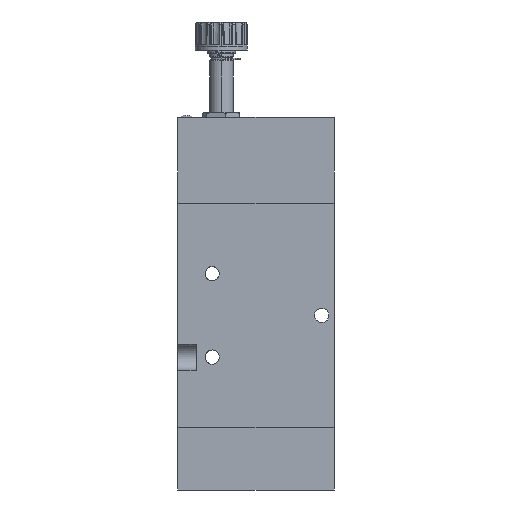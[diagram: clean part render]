
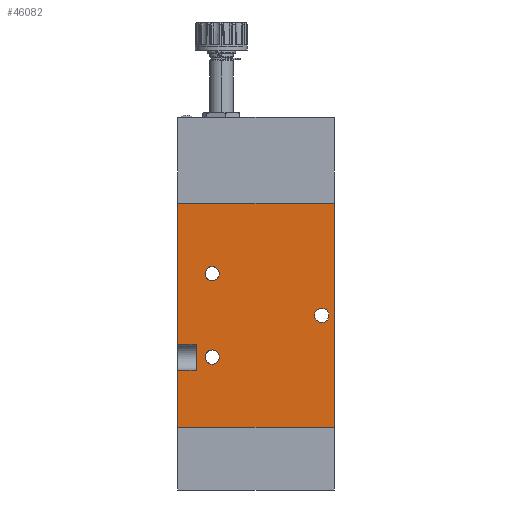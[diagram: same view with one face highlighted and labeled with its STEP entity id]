
A CAD part, left-side view. The second image highlights one B-rep face of the part: STEP entity #46082.
In plain terms, the highlighted planar face has unit normal (-1, 0, 0).
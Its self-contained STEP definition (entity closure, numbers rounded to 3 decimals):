
#365 = CARTESIAN_POINT ( 'NONE',  ( -20., 16.8, 27. ) ) ;
#488 = FACE_BOUND ( 'NONE', #31816, .T. ) ;
#521 = VERTEX_POINT ( 'NONE', #26154 ) ;
#2346 = VECTOR ( 'NONE', #36425, 1000. ) ;
#2490 = DIRECTION ( 'NONE',  ( 0., 0., -1. ) ) ;
#2693 = PLANE ( 'NONE',  #47018 ) ;
#2722 = CARTESIAN_POINT ( 'NONE',  ( -20., 30., 86. ) ) ;
#2874 = EDGE_CURVE ( 'NONE', #36903, #9746, #29470, .T. ) ;
#4078 = CARTESIAN_POINT ( 'NONE',  ( -20., 23., 86. ) ) ;
#4271 = DIRECTION ( 'NONE',  ( -1., 0., 0. ) ) ;
#4703 = LINE ( 'NONE', #21253, #46243 ) ;
#5180 = CARTESIAN_POINT ( 'NONE',  ( -20., -25.2, 40.25 ) ) ;
#5660 = VERTEX_POINT ( 'NONE', #44664 ) ;
#6419 = DIRECTION ( 'NONE',  ( 0., 0., -1. ) ) ;
#6519 = VECTOR ( 'NONE', #17510, 1000. ) ;
#6585 = ORIENTED_EDGE ( 'NONE', *, *, #48523, .T. ) ;
#6600 = CIRCLE ( 'NONE', #45571, 2.75 ) ;
#6892 = EDGE_LOOP ( 'NONE', ( #49144, #25561, #29972, #6585, #32307, #26600, #47987, #20260 ) ) ;
#7131 = FACE_OUTER_BOUND ( 'NONE', #6892, .T. ) ;
#8071 = VERTEX_POINT ( 'NONE', #18235 ) ;
#8429 = VECTOR ( 'NONE', #14199, 1000. ) ;
#8625 = CIRCLE ( 'NONE', #45188, 2.75 ) ;
#9308 = VERTEX_POINT ( 'NONE', #29712 ) ;
#9496 = CARTESIAN_POINT ( 'NONE',  ( -20., 30., 0. ) ) ;
#9746 = VERTEX_POINT ( 'NONE', #45120 ) ;
#10527 = ORIENTED_EDGE ( 'NONE', *, *, #25608, .F. ) ;
#12015 = ORIENTED_EDGE ( 'NONE', *, *, #36233, .F. ) ;
#12890 = CIRCLE ( 'NONE', #32951, 2.75 ) ;
#13925 = AXIS2_PLACEMENT_3D ( 'NONE', #42608, #38927, #46797 ) ;
#14199 = DIRECTION ( 'NONE',  ( 0., 0., 1. ) ) ;
#14336 = CARTESIAN_POINT ( 'NONE',  ( -20., -30., 86. ) ) ;
#14403 = FACE_BOUND ( 'NONE', #49311, .T. ) ;
#14612 = EDGE_CURVE ( 'NONE', #521, #5660, #37252, .T. ) ;
#15074 = VERTEX_POINT ( 'NONE', #5180 ) ;
#15582 = VERTEX_POINT ( 'NONE', #42570 ) ;
#16011 = DIRECTION ( 'NONE',  ( -1., 0., 0. ) ) ;
#16577 = VERTEX_POINT ( 'NONE', #39434 ) ;
#17055 = VECTOR ( 'NONE', #25508, 1000. ) ;
#17134 = CARTESIAN_POINT ( 'NONE',  ( -20., 23., 32. ) ) ;
#17207 = LINE ( 'NONE', #2722, #26171 ) ;
#17510 = DIRECTION ( 'NONE',  ( 0., 1., 0. ) ) ;
#18098 = LINE ( 'NONE', #48931, #8429 ) ;
#18140 = CIRCLE ( 'NONE', #19861, 2.75 ) ;
#18235 = CARTESIAN_POINT ( 'NONE',  ( -20., 16.8, 56.25 ) ) ;
#19345 = CARTESIAN_POINT ( 'NONE',  ( -20., 16.8, 61.75 ) ) ;
#19861 = AXIS2_PLACEMENT_3D ( 'NONE', #33153, #40502, #48697 ) ;
#20260 = ORIENTED_EDGE ( 'NONE', *, *, #30357, .T. ) ;
#21175 = DIRECTION ( 'NONE',  ( 0., -1., 0. ) ) ;
#21253 = CARTESIAN_POINT ( 'NONE',  ( -20., 30., 86. ) ) ;
#22179 = VERTEX_POINT ( 'NONE', #37452 ) ;
#23100 = VERTEX_POINT ( 'NONE', #48199 ) ;
#23673 = ORIENTED_EDGE ( 'NONE', *, *, #48165, .F. ) ;
#23747 = DIRECTION ( 'NONE',  ( 0., 0., -1. ) ) ;
#24180 = CARTESIAN_POINT ( 'NONE',  ( -20., 23., 22. ) ) ;
#25508 = DIRECTION ( 'NONE',  ( 0., -1., 0. ) ) ;
#25561 = ORIENTED_EDGE ( 'NONE', *, *, #2874, .F. ) ;
#25608 = EDGE_CURVE ( 'NONE', #16577, #36580, #12890, .T. ) ;
#25899 = DIRECTION ( 'NONE',  ( 1., 0., 0. ) ) ;
#26154 = CARTESIAN_POINT ( 'NONE',  ( -20., -30., 0. ) ) ;
#26171 = VECTOR ( 'NONE', #49261, 1000. ) ;
#26469 = CARTESIAN_POINT ( 'NONE',  ( -20., -30., 86. ) ) ;
#26594 = CARTESIAN_POINT ( 'NONE',  ( -20., 16.8, 27. ) ) ;
#26600 = ORIENTED_EDGE ( 'NONE', *, *, #36083, .T. ) ;
#26982 = EDGE_CURVE ( 'NONE', #36580, #16577, #8625, .T. ) ;
#27237 = LINE ( 'NONE', #37623, #17055 ) ;
#27752 = ORIENTED_EDGE ( 'NONE', *, *, #26982, .F. ) ;
#29470 = LINE ( 'NONE', #4078, #37904 ) ;
#29712 = CARTESIAN_POINT ( 'NONE',  ( -20., 30., 22. ) ) ;
#29972 = ORIENTED_EDGE ( 'NONE', *, *, #34696, .F. ) ;
#30357 = EDGE_CURVE ( 'NONE', #22179, #15582, #4703, .T. ) ;
#30550 = CARTESIAN_POINT ( 'NONE',  ( -20., -25.2, 43. ) ) ;
#31001 = DIRECTION ( 'NONE',  ( 0., 0., -1. ) ) ;
#31816 = EDGE_LOOP ( 'NONE', ( #27752, #10527 ) ) ;
#32307 = ORIENTED_EDGE ( 'NONE', *, *, #14612, .F. ) ;
#32758 = CIRCLE ( 'NONE', #36772, 2.75 ) ;
#32951 = AXIS2_PLACEMENT_3D ( 'NONE', #365, #4271, #31001 ) ;
#33153 = CARTESIAN_POINT ( 'NONE',  ( -20., -25.2, 43. ) ) ;
#33480 = VERTEX_POINT ( 'NONE', #19345 ) ;
#33637 = LINE ( 'NONE', #39636, #6519 ) ;
#33673 = FACE_BOUND ( 'NONE', #46979, .T. ) ;
#34647 = DIRECTION ( 'NONE',  ( 0., 0., -1. ) ) ;
#34696 = EDGE_CURVE ( 'NONE', #9308, #36903, #27237, .T. ) ;
#34738 = DIRECTION ( 'NONE',  ( 0., 0., 1. ) ) ;
#35347 = ORIENTED_EDGE ( 'NONE', *, *, #40174, .T. ) ;
#35730 = EDGE_CURVE ( 'NONE', #23100, #15074, #18140, .T. ) ;
#36083 = EDGE_CURVE ( 'NONE', #521, #45675, #18098, .T. ) ;
#36233 = EDGE_CURVE ( 'NONE', #8071, #33480, #6600, .T. ) ;
#36425 = DIRECTION ( 'NONE',  ( 0., 1., 0. ) ) ;
#36580 = VERTEX_POINT ( 'NONE', #37352 ) ;
#36772 = AXIS2_PLACEMENT_3D ( 'NONE', #30550, #41651, #34647 ) ;
#36903 = VERTEX_POINT ( 'NONE', #24180 ) ;
#37252 = LINE ( 'NONE', #9496, #2346 ) ;
#37352 = CARTESIAN_POINT ( 'NONE',  ( -20., 16.8, 24.25 ) ) ;
#37452 = CARTESIAN_POINT ( 'NONE',  ( -20., 30., 86. ) ) ;
#37623 = CARTESIAN_POINT ( 'NONE',  ( -20., -30., 22. ) ) ;
#37904 = VECTOR ( 'NONE', #34738, 1000. ) ;
#37991 = EDGE_CURVE ( 'NONE', #15582, #9746, #46623, .T. ) ;
#38774 = CIRCLE ( 'NONE', #13925, 2.75 ) ;
#38927 = DIRECTION ( 'NONE',  ( -1., 0., 0. ) ) ;
#39017 = CARTESIAN_POINT ( 'NONE',  ( -20., 16.8, 59. ) ) ;
#39434 = CARTESIAN_POINT ( 'NONE',  ( -20., 16.8, 29.75 ) ) ;
#39636 = CARTESIAN_POINT ( 'NONE',  ( -20., 30., 86. ) ) ;
#40174 = EDGE_CURVE ( 'NONE', #15074, #23100, #32758, .T. ) ;
#40502 = DIRECTION ( 'NONE',  ( 1., 0., 0. ) ) ;
#41651 = DIRECTION ( 'NONE',  ( 1., 0., 0. ) ) ;
#42029 = DIRECTION ( 'NONE',  ( 0., 0., -1. ) ) ;
#42570 = CARTESIAN_POINT ( 'NONE',  ( -20., 30., 32. ) ) ;
#42608 = CARTESIAN_POINT ( 'NONE',  ( -20., 16.8, 59. ) ) ;
#42733 = EDGE_CURVE ( 'NONE', #45675, #22179, #33637, .T. ) ;
#44664 = CARTESIAN_POINT ( 'NONE',  ( -20., 30., 0. ) ) ;
#45120 = CARTESIAN_POINT ( 'NONE',  ( -20., 23., 32. ) ) ;
#45188 = AXIS2_PLACEMENT_3D ( 'NONE', #26594, #49568, #42029 ) ;
#45571 = AXIS2_PLACEMENT_3D ( 'NONE', #39017, #16011, #23747 ) ;
#45675 = VERTEX_POINT ( 'NONE', #26469 ) ;
#46082 = ADVANCED_FACE ( 'NONE', ( #488, #33673, #7131, #14403 ), #2693, .F. ) ;
#46243 = VECTOR ( 'NONE', #2490, 1000. ) ;
#46623 = LINE ( 'NONE', #17134, #47188 ) ;
#46797 = DIRECTION ( 'NONE',  ( 0., 0., -1. ) ) ;
#46979 = EDGE_LOOP ( 'NONE', ( #12015, #23673 ) ) ;
#47018 = AXIS2_PLACEMENT_3D ( 'NONE', #14336, #25899, #6419 ) ;
#47188 = VECTOR ( 'NONE', #21175, 1000. ) ;
#47987 = ORIENTED_EDGE ( 'NONE', *, *, #42733, .T. ) ;
#48165 = EDGE_CURVE ( 'NONE', #33480, #8071, #38774, .T. ) ;
#48199 = CARTESIAN_POINT ( 'NONE',  ( -20., -25.2, 45.75 ) ) ;
#48523 = EDGE_CURVE ( 'NONE', #9308, #5660, #17207, .T. ) ;
#48697 = DIRECTION ( 'NONE',  ( 0., 0., -1. ) ) ;
#48931 = CARTESIAN_POINT ( 'NONE',  ( -20., -30., 86. ) ) ;
#49144 = ORIENTED_EDGE ( 'NONE', *, *, #37991, .T. ) ;
#49261 = DIRECTION ( 'NONE',  ( 0., 0., -1. ) ) ;
#49311 = EDGE_LOOP ( 'NONE', ( #35347, #49491 ) ) ;
#49491 = ORIENTED_EDGE ( 'NONE', *, *, #35730, .T. ) ;
#49568 = DIRECTION ( 'NONE',  ( -1., 0., 0. ) ) ;
